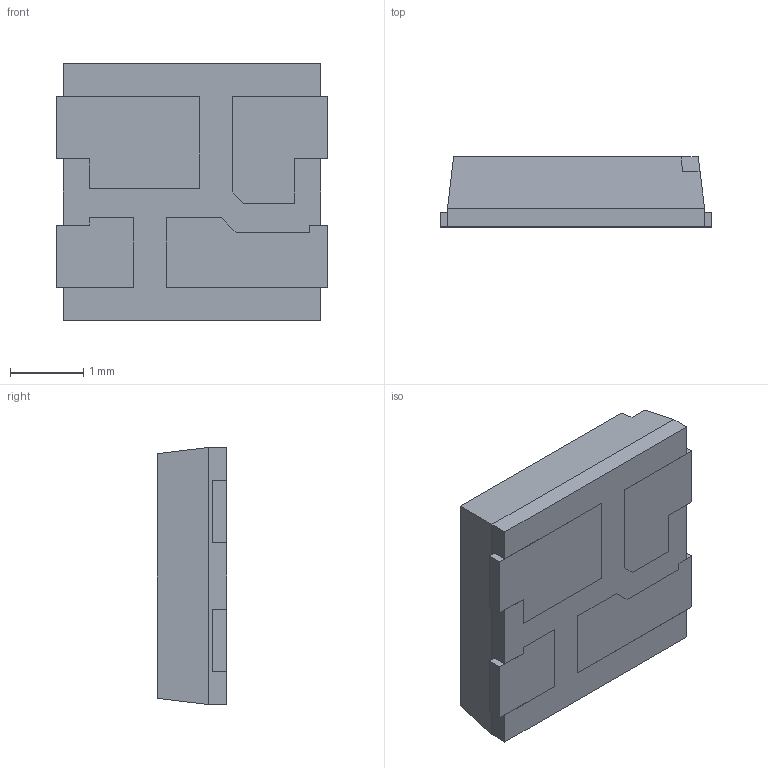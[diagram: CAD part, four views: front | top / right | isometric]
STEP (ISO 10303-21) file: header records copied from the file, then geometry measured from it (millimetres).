
FILE_DESCRIPTION (( 'STEP AP214' ), '1' );
FILE_NAME ('2659.STEP', '2024-11-12T11:23:50', ( '' ), ( '' ), 'SwSTEP 2.0', 'SolidWorks 2024', '' );
FILE_SCHEMA (( 'AUTOMOTIVE_DESIGN' ));
Length unit declared in the file: millimetre
Products named in the file (6): 2659; 2659_2; 2659_1; 2659_4; 2659_3
Assembly tree (5 placements, depth 2):
  2659
    2659_1
    2659_3
    2659_2
    2659_4
    2659
Bounding box: 3.7 x 0.95 x 3.5 mm (x, y, z)
Volume: 6.9 mm3; surface area: 61.9 mm2
Topology: 5 solids, 5 shells, 77 faces, 194 edges, 128 vertices
Faces by surface type: plane 75, cone 2
Entity records: 2447 total; most frequent: CARTESIAN_POINT 407, ORIENTED_EDGE 388, DIRECTION 368, EDGE_CURVE 194, LINE 190, VECTOR 190, VERTEX_POINT 128, AXIS2_PLACEMENT_3D 89
